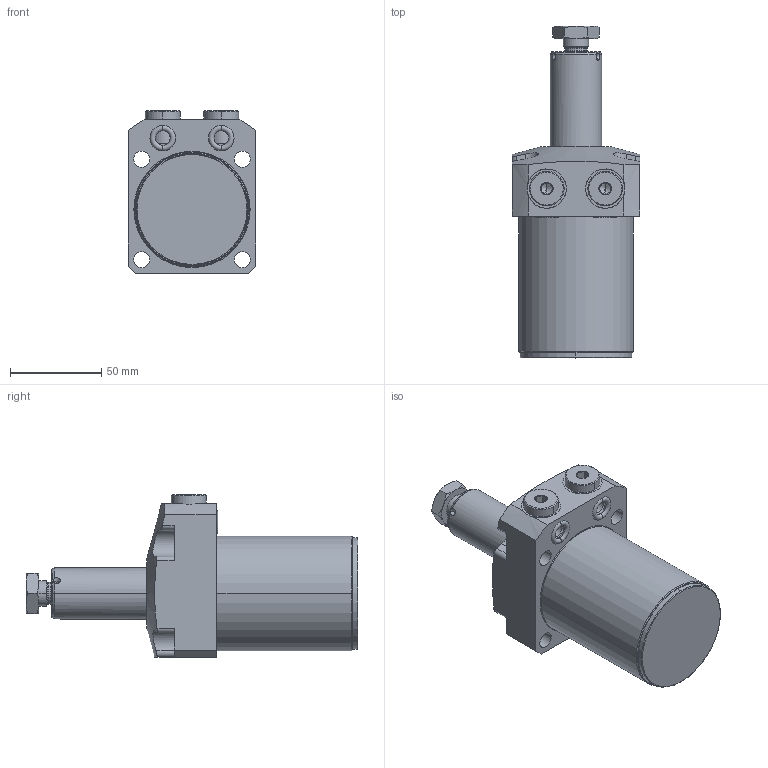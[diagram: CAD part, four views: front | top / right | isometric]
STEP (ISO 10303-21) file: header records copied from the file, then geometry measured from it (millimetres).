
FILE_DESCRIPTION((''),'2;1');
FILE_NAME('ILCML1405000S','2016-09-23T',('maj'),(''),'PRO/ENGINEER BY PARAMETRIC TECHNOLOGY CORPORATION, 2013320','PRO/ENGINEER BY PARAMETRIC TECHNOLOGY CORPORATION, 2013320','');
FILE_SCHEMA(('AUTOMOTIVE_DESIGN { 1 0 10303 214 1 1 1 1 }'));
Length unit declared in the file: millimetre
Products named in the file (1): ILCML1405000S
Bounding box: 70 x 181.5 x 89.05 mm (x, y, z)
Volume: 462165.6 mm3; surface area: 50216.1 mm2
Topology: 3 solids, 7 shells, 205 faces, 496 edges, 305 vertices
Faces by surface type: cylinder 68, plane 68, cone 48, torus 21
Entity records: 7871 total; most frequent: CARTESIAN_POINT 1544, DIRECTION 1032, ORIENTED_EDGE 956, PRESENTATION_STYLE_ASSIGNMENT 493, STYLED_ITEM 493, CURVE_STYLE 486, EDGE_CURVE 486, AXIS2_PLACEMENT_3D 426
